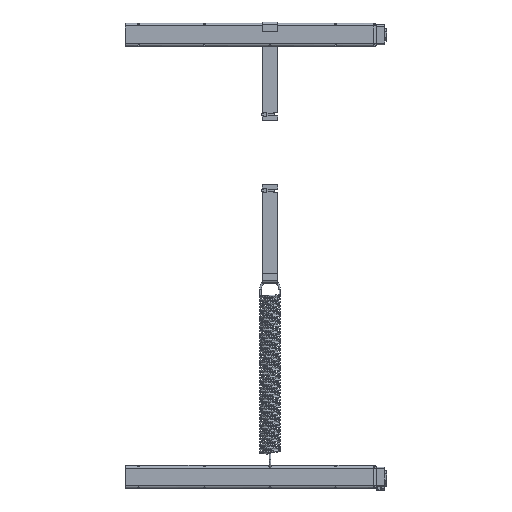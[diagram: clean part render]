
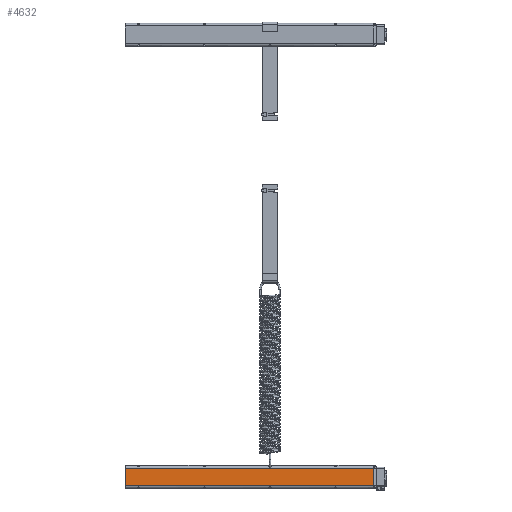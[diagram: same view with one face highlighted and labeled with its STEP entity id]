
A CAD part, top view. The second image highlights one B-rep face of the part: STEP entity #4632.
In plain terms, the highlighted planar face has unit normal (0, 0, 1).
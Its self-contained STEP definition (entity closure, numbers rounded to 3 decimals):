
#4632 = ADVANCED_FACE ( 'NONE', ( #14804 ), #50132, .F. ) ;
#8109 = DIRECTION ( 'NONE',  ( 0., -1., 0. ) ) ;
#14700 = DIRECTION ( 'NONE',  ( -1., 0., 0. ) ) ;
#14804 = FACE_OUTER_BOUND ( 'NONE', #98012, .T. ) ;
#14888 = ORIENTED_EDGE ( 'NONE', *, *, #92424, .T. ) ;
#17882 = ORIENTED_EDGE ( 'NONE', *, *, #44724, .T. ) ;
#18830 = DIRECTION ( 'NONE',  ( 0., -1., 0. ) ) ;
#20690 = ORIENTED_EDGE ( 'NONE', *, *, #34888, .F. ) ;
#20840 = EDGE_CURVE ( 'NONE', #77685, #74171, #58838, .T. ) ;
#23186 = CARTESIAN_POINT ( 'NONE',  ( -4., 51.501, 79.5 ) ) ;
#24096 = CARTESIAN_POINT ( 'NONE',  ( -382.5, 65.001, 79.5 ) ) ;
#30258 = AXIS2_PLACEMENT_3D ( 'NONE', #97377, #89434, #14700 ) ;
#33053 = VECTOR ( 'NONE', #18830, 1000. ) ;
#34888 = EDGE_CURVE ( 'NONE', #58193, #77685, #86419, .T. ) ;
#36086 = ORIENTED_EDGE ( 'NONE', *, *, #20840, .F. ) ;
#38571 = VECTOR ( 'NONE', #47790, 1000. ) ;
#39059 = CARTESIAN_POINT ( 'NONE',  ( -4., 78.501, 79.5 ) ) ;
#43474 = VECTOR ( 'NONE', #90651, 1000. ) ;
#44724 = EDGE_CURVE ( 'NONE', #58193, #75809, #69278, .T. ) ;
#46228 = VECTOR ( 'NONE', #8109, 1000. ) ;
#47790 = DIRECTION ( 'NONE',  ( -1., 0., 0. ) ) ;
#50132 = PLANE ( 'NONE',  #30258 ) ;
#53768 = CARTESIAN_POINT ( 'NONE',  ( -4., 47.501, 79.5 ) ) ;
#56614 = CARTESIAN_POINT ( 'NONE',  ( -382.5, 78.501, 79.5 ) ) ;
#58193 = VERTEX_POINT ( 'NONE', #39059 ) ;
#58838 = LINE ( 'NONE', #23186, #43474 ) ;
#69278 = LINE ( 'NONE', #93083, #38571 ) ;
#70914 = CARTESIAN_POINT ( 'NONE',  ( -382.5, 51.501, 79.5 ) ) ;
#74171 = VERTEX_POINT ( 'NONE', #70914 ) ;
#75809 = VERTEX_POINT ( 'NONE', #56614 ) ;
#76268 = CARTESIAN_POINT ( 'NONE',  ( -4., 51.501, 79.5 ) ) ;
#77685 = VERTEX_POINT ( 'NONE', #76268 ) ;
#82739 = LINE ( 'NONE', #24096, #33053 ) ;
#86419 = LINE ( 'NONE', #53768, #46228 ) ;
#89434 = DIRECTION ( 'NONE',  ( 0., 0., -1. ) ) ;
#90651 = DIRECTION ( 'NONE',  ( -1., 0., 0. ) ) ;
#92424 = EDGE_CURVE ( 'NONE', #75809, #74171, #82739, .T. ) ;
#93083 = CARTESIAN_POINT ( 'NONE',  ( -4., 78.501, 79.5 ) ) ;
#97377 = CARTESIAN_POINT ( 'NONE',  ( 0., 65.001, 79.5 ) ) ;
#98012 = EDGE_LOOP ( 'NONE', ( #17882, #14888, #36086, #20690 ) ) ;
